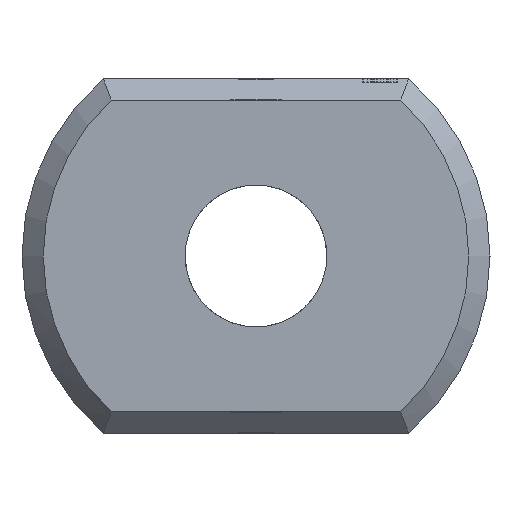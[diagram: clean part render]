
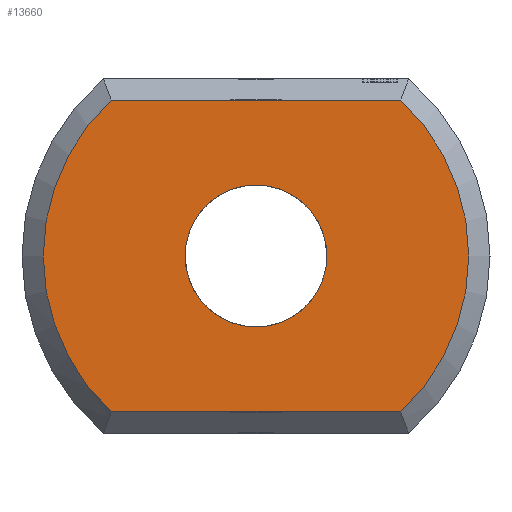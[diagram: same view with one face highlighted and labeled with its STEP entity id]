
A CAD part, left-side view. The second image highlights one B-rep face of the part: STEP entity #13660.
In plain terms, the highlighted planar face has unit normal (-1, 0, 0).
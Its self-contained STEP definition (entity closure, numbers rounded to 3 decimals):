
#3402 = VERTEX_POINT('',#3403);
#3403 = CARTESIAN_POINT('',(0.,-2.04,2.2));
#3412 = VERTEX_POINT('',#3413);
#3413 = CARTESIAN_POINT('',(0.,-2.04,-2.2));
#3420 = EDGE_CURVE('',#3402,#3412,#3421,.T.);
#3421 = CIRCLE('',#3422,3.);
#3422 = AXIS2_PLACEMENT_3D('',#3423,#3424,#3425);
#3423 = CARTESIAN_POINT('',(0.,0.,0.));
#3424 = DIRECTION('',(1.,0.,0.));
#3425 = DIRECTION('',(0.,-0.653,0.758)
  );
#4082 = VERTEX_POINT('',#4083);
#4083 = CARTESIAN_POINT('',(0.,2.04,2.2));
#4090 = EDGE_CURVE('',#3402,#4082,#4091,.T.);
#4091 = LINE('',#4092,#4093);
#4092 = CARTESIAN_POINT('',(0.,-2.154,2.2));
#4093 = VECTOR('',#4094,1.);
#4094 = DIRECTION('',(0.,1.,0.));
#13660 = ADVANCED_FACE('',(#13661,#13680),#13691,.F.);
#13661 = FACE_BOUND('',#13662,.F.);
#13662 = EDGE_LOOP('',(#13663,#13672,#13673,#13674));
#13663 = ORIENTED_EDGE('',*,*,#13664,.T.);
#13664 = EDGE_CURVE('',#13665,#4082,#13667,.T.);
#13665 = VERTEX_POINT('',#13666);
#13666 = CARTESIAN_POINT('',(0.,2.04,-2.2));
#13667 = CIRCLE('',#13668,3.);
#13668 = AXIS2_PLACEMENT_3D('',#13669,#13670,#13671);
#13669 = CARTESIAN_POINT('',(0.,0.,0.));
#13670 = DIRECTION('',(1.,0.,0.));
#13671 = DIRECTION('',(0.,0.653,-0.758)
  );
#13672 = ORIENTED_EDGE('',*,*,#4090,.F.);
#13673 = ORIENTED_EDGE('',*,*,#3420,.T.);
#13674 = ORIENTED_EDGE('',*,*,#13675,.T.);
#13675 = EDGE_CURVE('',#3412,#13665,#13676,.T.);
#13676 = LINE('',#13677,#13678);
#13677 = CARTESIAN_POINT('',(0.,-2.154,-2.2));
#13678 = VECTOR('',#13679,1.);
#13679 = DIRECTION('',(0.,1.,0.));
#13680 = FACE_BOUND('',#13681,.T.);
#13681 = EDGE_LOOP('',(#13682));
#13682 = ORIENTED_EDGE('',*,*,#13683,.T.);
#13683 = EDGE_CURVE('',#13684,#13684,#13686,.T.);
#13684 = VERTEX_POINT('',#13685);
#13685 = CARTESIAN_POINT('',(0.,1.,0.)
  );
#13686 = CIRCLE('',#13687,1.);
#13687 = AXIS2_PLACEMENT_3D('',#13688,#13689,#13690);
#13688 = CARTESIAN_POINT('',(0.,0.,0.));
#13689 = DIRECTION('',(1.,0.,0.));
#13690 = DIRECTION('',(0.,1.,0.));
#13691 = PLANE('',#13692);
#13692 = AXIS2_PLACEMENT_3D('',#13693,#13694,#13695);
#13693 = CARTESIAN_POINT('',(0.,0.,0.));
#13694 = DIRECTION('',(1.,0.,0.));
#13695 = DIRECTION('',(0.,0.,1.));
